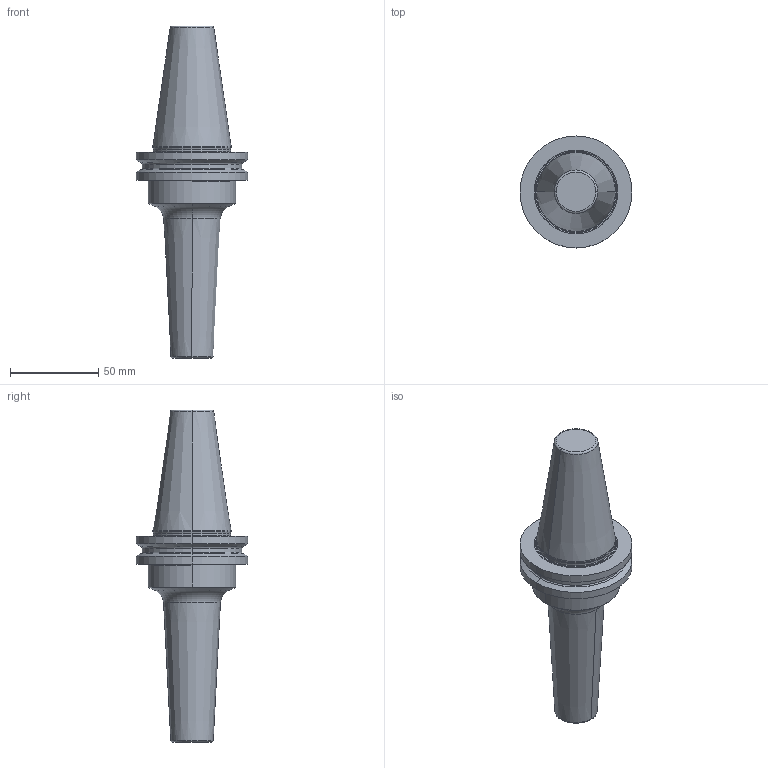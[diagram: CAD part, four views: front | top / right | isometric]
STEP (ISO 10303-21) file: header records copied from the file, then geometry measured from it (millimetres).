
FILE_DESCRIPTION((''),'2;1');
FILE_NAME('30782449','2016-03-23T',('Machalkem'),(''),'PRO/ENGINEER BY PARAMETRIC TECHNOLOGY CORPORATION, 2011220','PRO/ENGINEER BY PARAMETRIC TECHNOLOGY CORPORATION, 2011220','');
FILE_SCHEMA(('AUTOMOTIVE_DESIGN_CC2 { 1 2 10303 214 -1 1 5 2 }'));
Length unit declared in the file: millimetre
Products named in the file (1): 30782449
Bounding box: 63.55 x 63.55 x 188.4 mm (x, y, z)
Volume: 192126 mm3; surface area: 28618.9 mm2
Topology: 1 solids, 1 shells, 58 faces, 223 edges, 179 vertices
Faces by surface type: torus 22, cylinder 14, cone 14, plane 8
Entity records: 2986 total; most frequent: DIRECTION 472, CARTESIAN_POINT 356, ORIENTED_EDGE 240, PRESENTATION_STYLE_ASSIGNMENT 233, STYLED_ITEM 233, CURVE_STYLE 230, AXIS2_PLACEMENT_3D 186, CIRCLE 123
